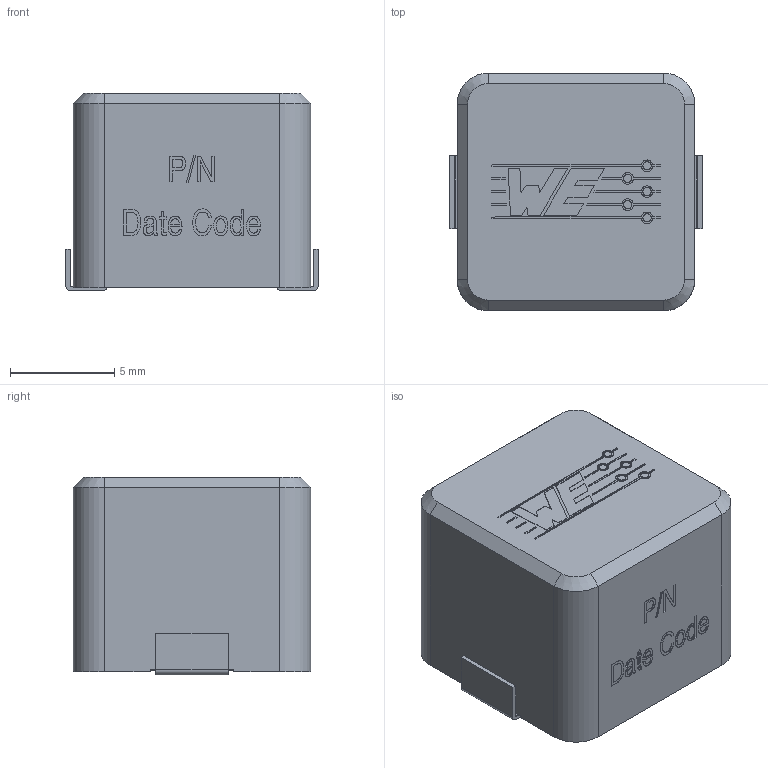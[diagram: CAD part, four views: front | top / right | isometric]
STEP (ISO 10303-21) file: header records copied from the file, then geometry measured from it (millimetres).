
FILE_DESCRIPTION(/* description */ ('Unknown'),/* implementation_level */ '2;1');
FILE_NAME(/* name */ '744332xxxx',/* time_stamp */ '2023-10-24T14:54:19+02:00',/* author */ ('Unknown'),/* organization */ ('Unknown'),/* preprocessor_version */ 'ST-DEVELOPER v16.7',/* originating_system */ 'Solid Edge',/* authorisation */ 'Unknown');
FILE_SCHEMA (('AUTOMOTIVE_DESIGN {1 0 10303 214 3 1 1}'));
Length unit declared in the file: millimetre
Products named in the file (4): 744332xxxx; base; core; contact
Assembly tree (3 placements, depth 2):
  744332xxxx
    base
    core
    contact
Bounding box: 12.1 x 11.4 x 9.5 mm (x, y, z)
Volume: 917.5 mm3; surface area: 1498.4 mm2
Topology: 5 solids, 5 shells, 968 faces, 2757 edges, 1834 vertices
Faces by surface type: plane 914, cylinder 25, bspline 25, cone 4
Full cylindrical faces by diameter (mm): 1.48 x2, 1.5 x2, 4.5 x1
Entity records: 38124 total; most frequent: CARTESIAN_POINT 9586, ORIENTED_EDGE 5492, DIRECTION 3062, EDGE_CURVE 2746, VERTEX_POINT 1832, B_SPLINE_CURVE_WITH_KNOTS 1632, LINE 1060, VECTOR 1060
